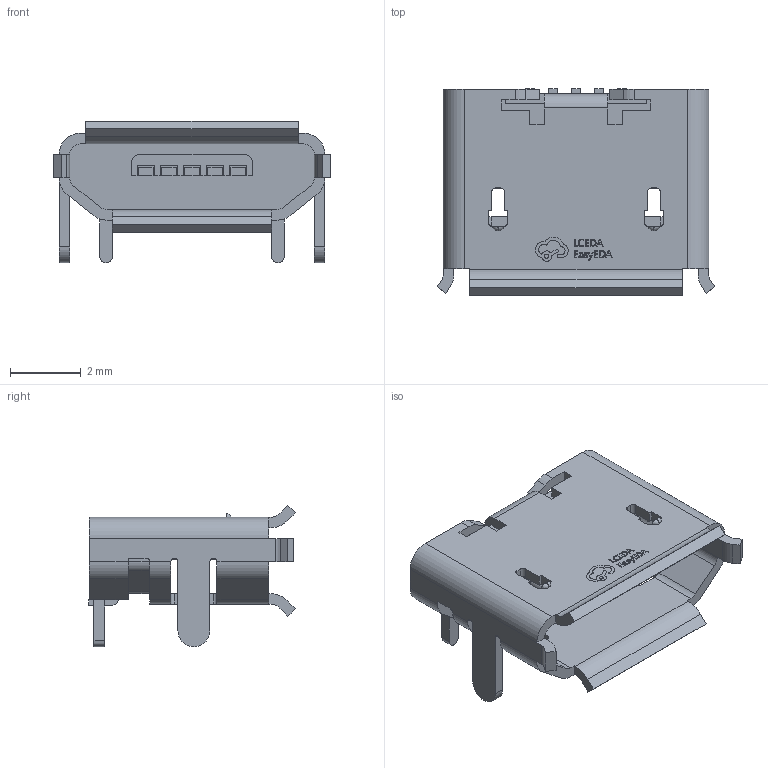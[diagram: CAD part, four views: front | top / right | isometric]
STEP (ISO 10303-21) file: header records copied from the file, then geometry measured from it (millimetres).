
FILE_DESCRIPTION (( 'STEP AP214' ), '1' );
FILE_NAME ('MICRO-USB-SMD_MICROXNJ-A.step', '2022-07-07T02:51:50', ( '' ), ( '' ), 'SwSTEP 2.0', 'SolidWorks 2020', '' );
FILE_SCHEMA (( 'AUTOMOTIVE_DESIGN' ));
Length unit declared in the file: millimetre
Products named in the file (1): MICRO-USB-SMD_MICROXNJ-A
Bounding box: 7.84 x 5.83 x 3.99 mm (x, y, z)
Volume: 49.5 mm3; surface area: 298.4 mm2
Topology: 2 solids, 2 shells, 590 faces, 1657 edges, 1102 vertices
Faces by surface type: plane 389, bspline 112, cylinder 85, torus 4
Entity records: 26696 total; most frequent: CARTESIAN_POINT 5514, ORIENTED_EDGE 3314, DIRECTION 2565, EDGE_CURVE 1657, VECTOR 1243, LINE 1243, VERTEX_POINT 1102, AXIS2_PLACEMENT_3D 661
